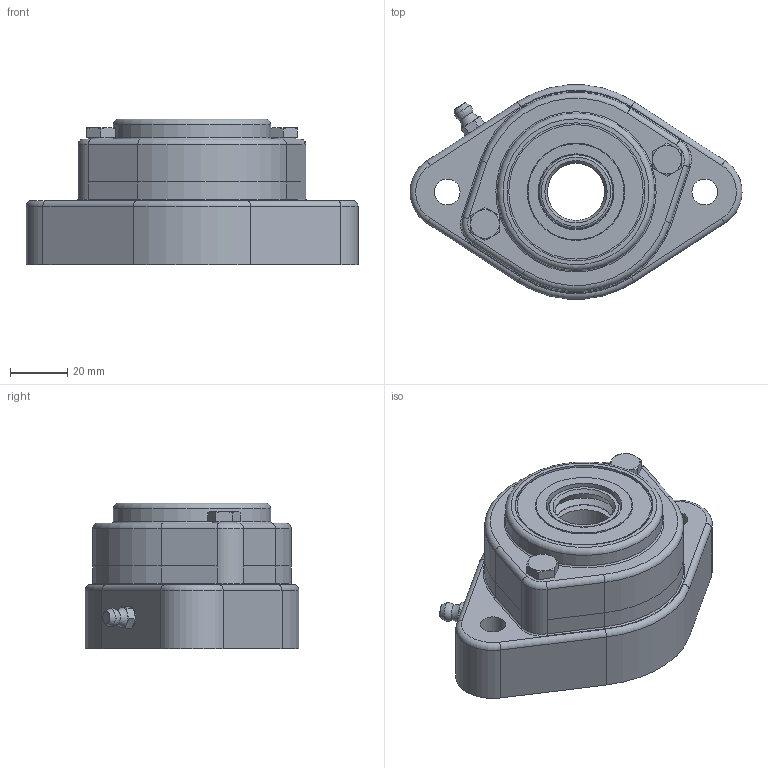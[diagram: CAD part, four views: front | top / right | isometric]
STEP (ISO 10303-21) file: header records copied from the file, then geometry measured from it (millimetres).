
FILE_DESCRIPTION(/* description */ (''),/* implementation_level */ '2;1');
FILE_NAME(/* name */ 'NG20F21.stp',/* time_stamp */ '2015-10-30T11:48:12+01:00',/* author */ ('fje'),/* organization */ (''),/* preprocessor_version */ 'ST-DEVELOPER v15.2',/* originating_system */ 'Autodesk Inventor 2014',/* authorisation */ '');
FILE_SCHEMA (('AUTOMOTIVE_DESIGN { 1 0 10303 214 3 1 1 }'));
Length unit declared in the file: millimetre
Products named in the file (1): Part77
Bounding box: 116 x 74.75 x 51 mm (x, y, z)
Volume: 183154.3 mm3; surface area: 55128.9 mm2
Topology: 6 solids, 13 shells, 365 faces, 869 edges, 542 vertices
Faces by surface type: plane 130, cylinder 122, cone 60, torus 48, sphere 5
Full cylindrical faces by diameter (mm): 2.4 x1, 3 x1, 4.917 x2, 5.459 x2, 6 x5, 6.5 x2, 8 x2, 8.7 x2, 9 x4, 20 x2, 24.2 x2, 26.5 x2, 26.9 x2, 29.27 x2, 30 x2, 30.85 x1, 33 x1, 33.6 x1, 34 x1, 38.75 x1, 40.33 x4, 47 x2, 48.2 x1, 53.5 x2, 55 x1
Entity records: 10688 total; most frequent: CARTESIAN_POINT 2492, DIRECTION 1693, ORIENTED_EDGE 1504, EDGE_CURVE 728, AXIS2_PLACEMENT_3D 726, EDGE_LOOP 526, VERTEX_POINT 502, ADVANCED_FACE 365
